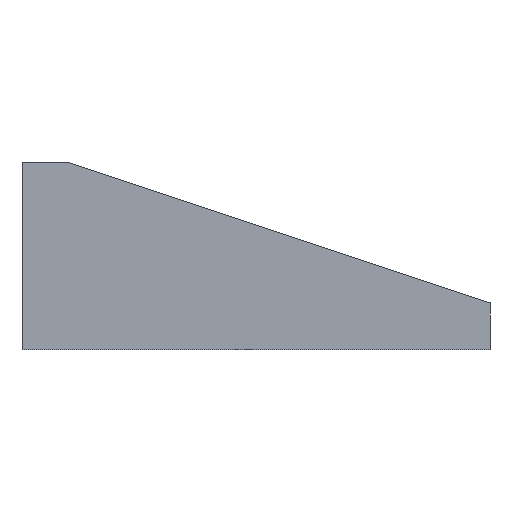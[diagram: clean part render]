
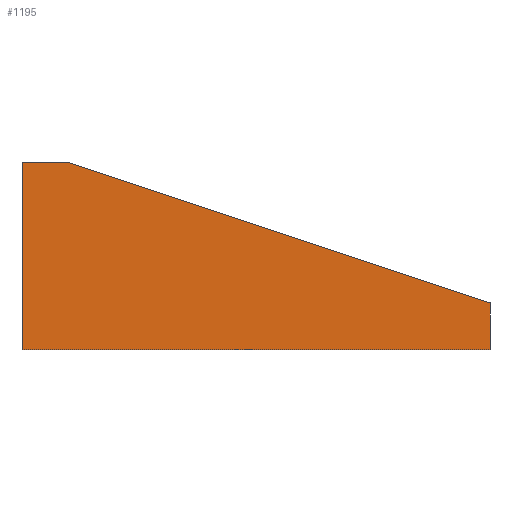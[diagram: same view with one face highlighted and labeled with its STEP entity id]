
A CAD part, left-side view. The second image highlights one B-rep face of the part: STEP entity #1195.
In plain terms, the highlighted planar face has unit normal (-1, 0, 0).
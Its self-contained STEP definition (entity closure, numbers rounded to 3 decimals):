
#213 = PLANE('',#214);
#214 = AXIS2_PLACEMENT_3D('',#215,#216,#217);
#215 = CARTESIAN_POINT('',(-22.,-61.,28.));
#216 = DIRECTION('',(-0.,-1.,-0.));
#217 = DIRECTION('',(-1.,0.,0.));
#365 = PLANE('',#366);
#366 = AXIS2_PLACEMENT_3D('',#367,#368,#369);
#367 = CARTESIAN_POINT('',(-22.,-61.,33.));
#368 = DIRECTION('',(-0.,0.316,-0.949));
#369 = DIRECTION('',(0.,-0.949,-0.316));
#458 = VERTEX_POINT('',#459);
#459 = CARTESIAN_POINT('',(-22.,-61.,28.));
#475 = PLANE('',#476);
#476 = AXIS2_PLACEMENT_3D('',#477,#478,#479);
#477 = CARTESIAN_POINT('',(0.234,-33.229,28.));
#478 = DIRECTION('',(0.,-0.,-1.));
#479 = DIRECTION('',(-1.,0.,0.));
#487 = EDGE_CURVE('',#458,#488,#490,.T.);
#488 = VERTEX_POINT('',#489);
#489 = CARTESIAN_POINT('',(-22.,-61.,33.));
#490 = SURFACE_CURVE('',#491,(#495,#502),.PCURVE_S1.);
#491 = LINE('',#492,#493);
#492 = CARTESIAN_POINT('',(-22.,-61.,28.));
#493 = VECTOR('',#494,1.);
#494 = DIRECTION('',(-0.,-0.,1.));
#495 = PCURVE('',#213,#496);
#496 = DEFINITIONAL_REPRESENTATION('',(#497),#501);
#497 = LINE('',#498,#499);
#498 = CARTESIAN_POINT('',(-0.,0.));
#499 = VECTOR('',#500,1.);
#500 = DIRECTION('',(-0.,-1.));
#501 = ( GEOMETRIC_REPRESENTATION_CONTEXT(2) 
PARAMETRIC_REPRESENTATION_CONTEXT() REPRESENTATION_CONTEXT('2D SPACE',''
  ) );
#502 = PCURVE('',#503,#508);
#503 = PLANE('',#504);
#504 = AXIS2_PLACEMENT_3D('',#505,#506,#507);
#505 = CARTESIAN_POINT('',(-22.,-33.105,35.105));
#506 = DIRECTION('',(-1.,-0.,-0.));
#507 = DIRECTION('',(0.,0.,-1.));
#508 = DEFINITIONAL_REPRESENTATION('',(#509),#513);
#509 = LINE('',#510,#511);
#510 = CARTESIAN_POINT('',(7.105,27.895));
#511 = VECTOR('',#512,1.);
#512 = DIRECTION('',(-1.,-0.));
#513 = ( GEOMETRIC_REPRESENTATION_CONTEXT(2) 
PARAMETRIC_REPRESENTATION_CONTEXT() REPRESENTATION_CONTEXT('2D SPACE',''
  ) );
#630 = PLANE('',#631);
#631 = AXIS2_PLACEMENT_3D('',#632,#633,#634);
#632 = CARTESIAN_POINT('',(28.,-11.,28.));
#633 = DIRECTION('',(-0.,1.,-0.));
#634 = DIRECTION('',(0.,0.,-1.));
#1012 = PLANE('',#1013);
#1013 = AXIS2_PLACEMENT_3D('',#1014,#1015,#1016);
#1014 = CARTESIAN_POINT('',(28.,-16.,48.));
#1015 = DIRECTION('',(-0.,-0.,1.));
#1016 = DIRECTION('',(1.,0.,0.));
#1089 = EDGE_CURVE('',#488,#1090,#1092,.T.);
#1090 = VERTEX_POINT('',#1091);
#1091 = CARTESIAN_POINT('',(-22.,-16.,48.));
#1092 = SURFACE_CURVE('',#1093,(#1097,#1104),.PCURVE_S1.);
#1093 = LINE('',#1094,#1095);
#1094 = CARTESIAN_POINT('',(-22.,-61.,33.));
#1095 = VECTOR('',#1096,1.);
#1096 = DIRECTION('',(-0.,0.949,0.316));
#1097 = PCURVE('',#365,#1098);
#1098 = DEFINITIONAL_REPRESENTATION('',(#1099),#1103);
#1099 = LINE('',#1100,#1101);
#1100 = CARTESIAN_POINT('',(-0.,-0.));
#1101 = VECTOR('',#1102,1.);
#1102 = DIRECTION('',(-1.,-0.));
#1103 = ( GEOMETRIC_REPRESENTATION_CONTEXT(2) 
PARAMETRIC_REPRESENTATION_CONTEXT() REPRESENTATION_CONTEXT('2D SPACE',''
  ) );
#1104 = PCURVE('',#503,#1105);
#1105 = DEFINITIONAL_REPRESENTATION('',(#1106),#1110);
#1106 = LINE('',#1107,#1108);
#1107 = CARTESIAN_POINT('',(2.105,27.895));
#1108 = VECTOR('',#1109,1.);
#1109 = DIRECTION('',(-0.316,-0.949));
#1110 = ( GEOMETRIC_REPRESENTATION_CONTEXT(2) 
PARAMETRIC_REPRESENTATION_CONTEXT() REPRESENTATION_CONTEXT('2D SPACE',''
  ) );
#1143 = VERTEX_POINT('',#1144);
#1144 = CARTESIAN_POINT('',(-22.,-11.,28.));
#1165 = EDGE_CURVE('',#458,#1143,#1166,.T.);
#1166 = SURFACE_CURVE('',#1167,(#1171,#1178),.PCURVE_S1.);
#1167 = LINE('',#1168,#1169);
#1168 = CARTESIAN_POINT('',(-22.,-16.,28.));
#1169 = VECTOR('',#1170,1.);
#1170 = DIRECTION('',(-0.,1.,-0.));
#1171 = PCURVE('',#475,#1172);
#1172 = DEFINITIONAL_REPRESENTATION('',(#1173),#1177);
#1173 = LINE('',#1174,#1175);
#1174 = CARTESIAN_POINT('',(22.234,17.229));
#1175 = VECTOR('',#1176,1.);
#1176 = DIRECTION('',(0.,1.));
#1177 = ( GEOMETRIC_REPRESENTATION_CONTEXT(2) 
PARAMETRIC_REPRESENTATION_CONTEXT() REPRESENTATION_CONTEXT('2D SPACE',''
  ) );
#1178 = PCURVE('',#503,#1179);
#1179 = DEFINITIONAL_REPRESENTATION('',(#1180),#1184);
#1180 = LINE('',#1181,#1182);
#1181 = CARTESIAN_POINT('',(7.105,-17.105));
#1182 = VECTOR('',#1183,1.);
#1183 = DIRECTION('',(-0.,-1.));
#1184 = ( GEOMETRIC_REPRESENTATION_CONTEXT(2) 
PARAMETRIC_REPRESENTATION_CONTEXT() REPRESENTATION_CONTEXT('2D SPACE',''
  ) );
#1195 = ADVANCED_FACE('',(#1196),#503,.T.);
#1196 = FACE_BOUND('',#1197,.F.);
#1197 = EDGE_LOOP('',(#1198,#1199,#1222,#1243,#1244));
#1198 = ORIENTED_EDGE('',*,*,#1165,.T.);
#1199 = ORIENTED_EDGE('',*,*,#1200,.T.);
#1200 = EDGE_CURVE('',#1143,#1201,#1203,.T.);
#1201 = VERTEX_POINT('',#1202);
#1202 = CARTESIAN_POINT('',(-22.,-11.,48.));
#1203 = SURFACE_CURVE('',#1204,(#1208,#1215),.PCURVE_S1.);
#1204 = LINE('',#1205,#1206);
#1205 = CARTESIAN_POINT('',(-22.,-11.,28.));
#1206 = VECTOR('',#1207,1.);
#1207 = DIRECTION('',(-0.,-0.,1.));
#1208 = PCURVE('',#503,#1209);
#1209 = DEFINITIONAL_REPRESENTATION('',(#1210),#1214);
#1210 = LINE('',#1211,#1212);
#1211 = CARTESIAN_POINT('',(7.105,-22.105));
#1212 = VECTOR('',#1213,1.);
#1213 = DIRECTION('',(-1.,-0.));
#1214 = ( GEOMETRIC_REPRESENTATION_CONTEXT(2) 
PARAMETRIC_REPRESENTATION_CONTEXT() REPRESENTATION_CONTEXT('2D SPACE',''
  ) );
#1215 = PCURVE('',#630,#1216);
#1216 = DEFINITIONAL_REPRESENTATION('',(#1217),#1221);
#1217 = LINE('',#1218,#1219);
#1218 = CARTESIAN_POINT('',(-0.,50.));
#1219 = VECTOR('',#1220,1.);
#1220 = DIRECTION('',(-1.,0.));
#1221 = ( GEOMETRIC_REPRESENTATION_CONTEXT(2) 
PARAMETRIC_REPRESENTATION_CONTEXT() REPRESENTATION_CONTEXT('2D SPACE',''
  ) );
#1222 = ORIENTED_EDGE('',*,*,#1223,.F.);
#1223 = EDGE_CURVE('',#1090,#1201,#1224,.T.);
#1224 = SURFACE_CURVE('',#1225,(#1229,#1236),.PCURVE_S1.);
#1225 = LINE('',#1226,#1227);
#1226 = CARTESIAN_POINT('',(-22.,-16.,48.));
#1227 = VECTOR('',#1228,1.);
#1228 = DIRECTION('',(-0.,1.,-0.));
#1229 = PCURVE('',#503,#1230);
#1230 = DEFINITIONAL_REPRESENTATION('',(#1231),#1235);
#1231 = LINE('',#1232,#1233);
#1232 = CARTESIAN_POINT('',(-12.895,-17.105));
#1233 = VECTOR('',#1234,1.);
#1234 = DIRECTION('',(-0.,-1.));
#1235 = ( GEOMETRIC_REPRESENTATION_CONTEXT(2) 
PARAMETRIC_REPRESENTATION_CONTEXT() REPRESENTATION_CONTEXT('2D SPACE',''
  ) );
#1236 = PCURVE('',#1012,#1237);
#1237 = DEFINITIONAL_REPRESENTATION('',(#1238),#1242);
#1238 = LINE('',#1239,#1240);
#1239 = CARTESIAN_POINT('',(-50.,0.));
#1240 = VECTOR('',#1241,1.);
#1241 = DIRECTION('',(-0.,1.));
#1242 = ( GEOMETRIC_REPRESENTATION_CONTEXT(2) 
PARAMETRIC_REPRESENTATION_CONTEXT() REPRESENTATION_CONTEXT('2D SPACE',''
  ) );
#1243 = ORIENTED_EDGE('',*,*,#1089,.F.);
#1244 = ORIENTED_EDGE('',*,*,#487,.F.);
